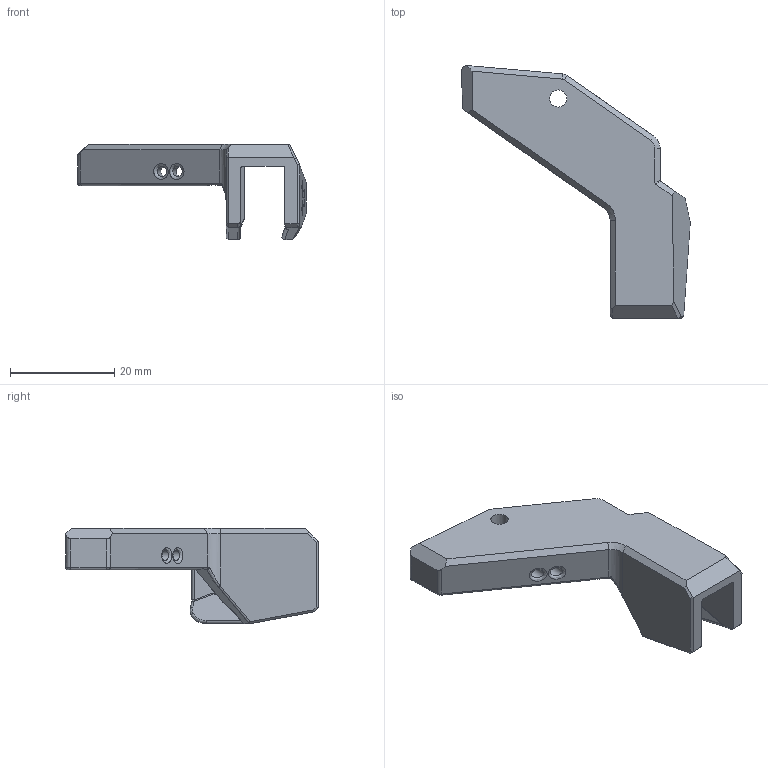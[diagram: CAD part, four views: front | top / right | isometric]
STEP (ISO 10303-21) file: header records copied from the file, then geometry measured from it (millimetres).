
FILE_DESCRIPTION(/* description */ ('STEP AP214'),/* implementation_level */ '2;1');
FILE_NAME(/* name */ 'EBB SB2009 USB cable_anchor.step',/* time_stamp */ '2024-07-21T12:32:28+02:00',/* author */ (''),/* organization */ (''),/* preprocessor_version */ 'ST-DEVELOPER v20',/* originating_system */ 'Autodesk Translation Framework v13.14.0.145',/* authorisation */ '');
FILE_SCHEMA (('AUTOMOTIVE_DESIGN { 1 0 10303 214 3 1 1 }'));
Length unit declared in the file: millimetre
Products named in the file (1): 线缆加固
Bounding box: 43.94 x 48.6 x 18.28 mm (x, y, z)
Volume: 5278.9 mm3; surface area: 4177.5 mm2
Topology: 1 solids, 1 shells, 239 faces, 657 edges, 421 vertices
Faces by surface type: plane 152, bspline 43, cylinder 39, cone 3, torus 2
Full cylindrical faces by diameter (mm): 2 x2, 3.3 x1
Entity records: 11797 total; most frequent: CARTESIAN_POINT 5925, ORIENTED_EDGE 1308, DIRECTION 1062, EDGE_CURVE 654, LINE 474, VECTOR 474, VERTEX_POINT 421, AXIS2_PLACEMENT_3D 294
